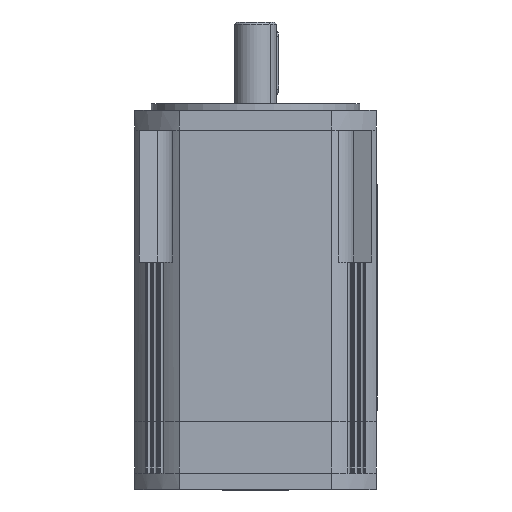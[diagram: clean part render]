
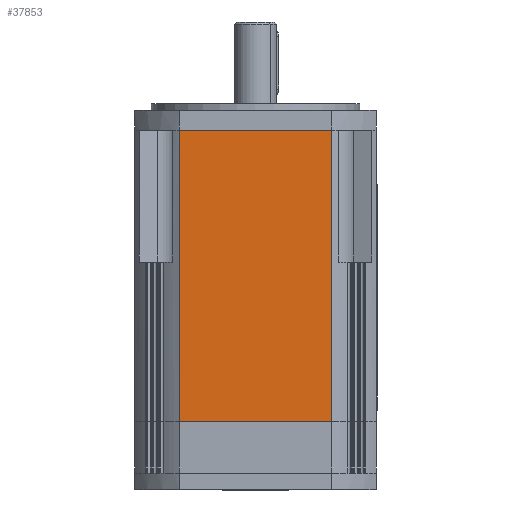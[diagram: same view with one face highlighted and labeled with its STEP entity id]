
A CAD part, front view. The second image highlights one B-rep face of the part: STEP entity #37853.
In plain terms, the highlighted face is planar.
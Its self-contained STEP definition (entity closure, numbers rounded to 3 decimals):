
#31667=CARTESIAN_POINT('',(-34.641,-55.0,0.0));
#31668=VERTEX_POINT('',#31667);
#32639=CARTESIAN_POINT('',(34.641,-55.0,0.0));
#32640=VERTEX_POINT('',#32639);
#33464=CARTESIAN_POINT('',(34.641,-55.0,0.0));
#33465=DIRECTION('',(-1.0,0.0,0.0));
#33466=VECTOR('',#33465,69.282);
#33467=LINE('',#33464,#33466);
#33468=EDGE_CURVE('',#32640,#31668,#33467,.T.);
#34858=CARTESIAN_POINT('',(34.641,-55.0,132.5));
#34859=VERTEX_POINT('',#34858);
#34891=CARTESIAN_POINT('',(-34.641,-55.0,132.5));
#34892=VERTEX_POINT('',#34891);
#34899=CARTESIAN_POINT('',(34.641,-55.0,132.5));
#34900=DIRECTION('',(-1.0,0.0,0.0));
#34901=VECTOR('',#34900,69.282);
#34902=LINE('',#34899,#34901);
#34903=EDGE_CURVE('',#34859,#34892,#34902,.T.);
#36895=CARTESIAN_POINT('',(34.641,-55.0,0.0));
#36896=DIRECTION('',(0.0,0.0,1.0));
#36897=VECTOR('',#36896,132.5);
#36898=LINE('',#36895,#36897);
#36899=EDGE_CURVE('',#32640,#34859,#36898,.T.);
#37324=CARTESIAN_POINT('',(-34.641,-55.0,0.0));
#37325=DIRECTION('',(0.0,0.0,1.0));
#37326=VECTOR('',#37325,132.5);
#37327=LINE('',#37324,#37326);
#37328=EDGE_CURVE('',#31668,#34892,#37327,.T.);
#37842=CARTESIAN_POINT('',(34.641,-55.0,0.0));
#37843=DIRECTION('',(0.0,-1.0,0.0));
#37844=DIRECTION('',(0.0,0.0,-1.0));
#37845=AXIS2_PLACEMENT_3D('',#37842,#37843,#37844);
#37846=PLANE('',#37845);
#37847=ORIENTED_EDGE('',*,*,#34903,.T.);
#37848=ORIENTED_EDGE('',*,*,#37328,.F.);
#37849=ORIENTED_EDGE('',*,*,#33468,.F.);
#37850=ORIENTED_EDGE('',*,*,#36899,.T.);
#37851=EDGE_LOOP('',(#37847,#37848,#37849,#37850));
#37852=FACE_OUTER_BOUND('',#37851,.T.);
#37853=ADVANCED_FACE('',(#37852),#37846,.T.);
